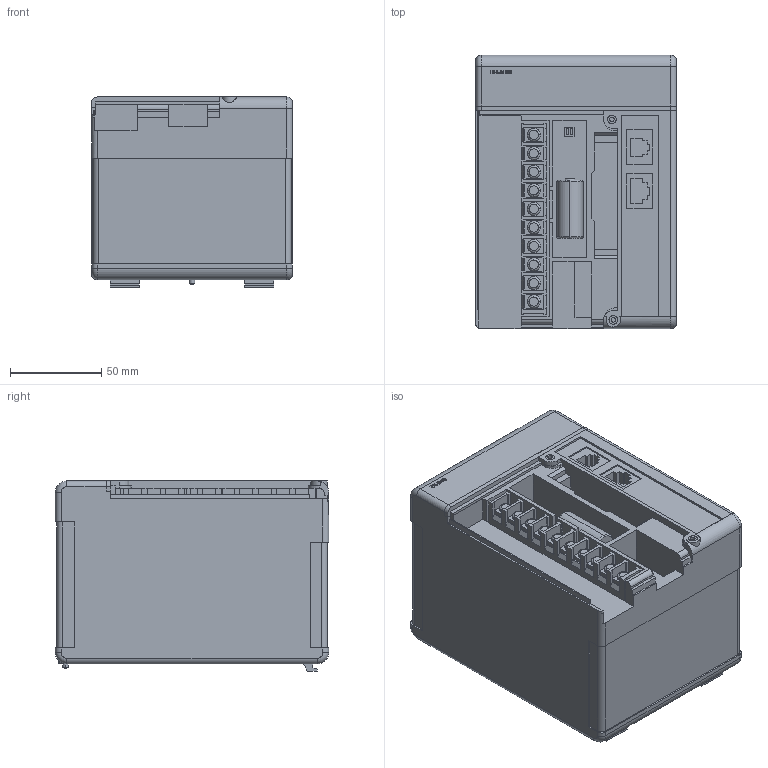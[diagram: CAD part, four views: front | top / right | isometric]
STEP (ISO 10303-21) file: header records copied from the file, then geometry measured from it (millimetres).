
FILE_DESCRIPTION (( 'STEP AP214' ), '1' );
FILE_NAME ('H4-EBC.step', '2014-09-23T18:08:38', ( '' ), ( '' ), 'SwSTEP 2.0', 'SolidWorks 2014', '' );
FILE_SCHEMA (( 'AUTOMOTIVE_DESIGN' ));
Length unit declared in the file: inch
Products named in the file (1): H4-EBC
Bounding box: 110.24 x 149.99 x 104.29 mm (x, y, z)
Volume: 1486370.7 mm3; surface area: 110930.5 mm2
Topology: 3 solids, 5 shells, 688 faces, 1815 edges, 1194 vertices
Faces by surface type: plane 557, cylinder 76, torus 33, bspline 18, cone 4
Entity records: 28843 total; most frequent: CARTESIAN_POINT 4915, ORIENTED_EDGE 3630, DIRECTION 3327, EDGE_CURVE 1815, LINE 1559, VECTOR 1559, VERTEX_POINT 1194, AXIS2_PLACEMENT_3D 884
